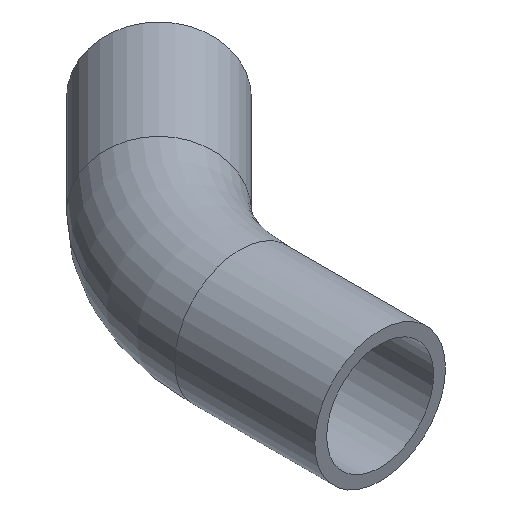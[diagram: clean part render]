
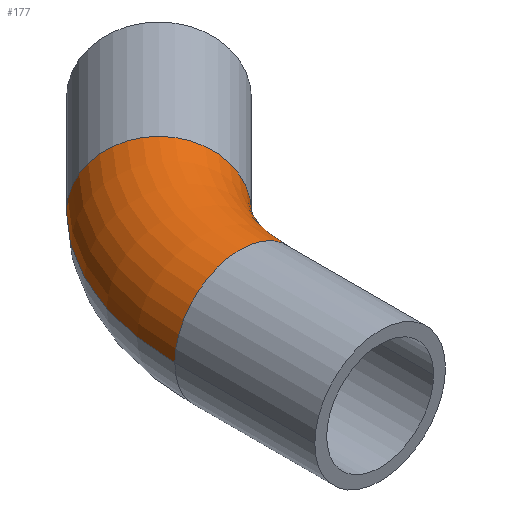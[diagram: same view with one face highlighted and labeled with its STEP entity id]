
A CAD part, isometric view. The second image highlights one B-rep face of the part: STEP entity #177.
In plain terms, the highlighted toroidal (fillet/blend) face has major radius 210 mm and minor radius 70 mm.
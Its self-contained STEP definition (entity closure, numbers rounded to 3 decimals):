
#83 = VERTEX_POINT( '', #217 );
#115 = EDGE_CURVE( '', #133, #159, #251, .T. );
#121 = VERTEX_POINT( '', #258 );
#123 = EDGE_CURVE( '', #133, #121, #260, .T. );
#133 = VERTEX_POINT( '', #271 );
#155 = EDGE_CURVE( '', #83, #121, #297, .T. );
#159 = VERTEX_POINT( '', #301 );
#177 = ADVANCED_FACE( '', ( #322 ), #323, .T. );
#185 = EDGE_CURVE( '', #83, #159, #332, .T. );
#217 = CARTESIAN_POINT( '', ( 70., 150., 0. ) );
#251 = CIRCLE( '', #405, 70. );
#258 = CARTESIAN_POINT( '', ( -70., 150., 0. ) );
#260 = CIRCLE( '', #415, 280. );
#271 = CARTESIAN_POINT( '', ( 12.01, 347.99, 0. ) );
#297 = CIRCLE( '', #460, 70. );
#301 = CARTESIAN_POINT( '', ( 111.005, 248.995, 0. ) );
#322 = FACE_OUTER_BOUND( '', #491, .T. );
#323 = TOROIDAL_SURFACE( '', #492, 210., 70. );
#332 = CIRCLE( '', #503, 140. );
#405 = AXIS2_PLACEMENT_3D( '', #561, #562, #563 );
#415 = AXIS2_PLACEMENT_3D( '', #572, #573, #574 );
#460 = AXIS2_PLACEMENT_3D( '', #631, #632, #633 );
#491 = EDGE_LOOP( '', ( #663, #664, #665, #666 ) );
#492 = AXIS2_PLACEMENT_3D( '', #667, #668, #669 );
#503 = AXIS2_PLACEMENT_3D( '', #681, #682, #683 );
#561 = CARTESIAN_POINT( '', ( 61.508, 298.492, 0. ) );
#562 = DIRECTION( '', ( 0.707, 0.707, 0. ) );
#563 = DIRECTION( '', ( 0.707, -0.707, 0. ) );
#572 = CARTESIAN_POINT( '', ( 210., 150., 0. ) );
#573 = DIRECTION( '', ( 0., 0., 1. ) );
#574 = DIRECTION( '', ( 1., 0., 0. ) );
#631 = CARTESIAN_POINT( '', ( 0., 150., 0. ) );
#632 = DIRECTION( '', ( 0., -1., 0. ) );
#633 = DIRECTION( '', ( -1., 0., 0. ) );
#663 = ORIENTED_EDGE( '', *, *, #123, .T. );
#664 = ORIENTED_EDGE( '', *, *, #155, .F. );
#665 = ORIENTED_EDGE( '', *, *, #185, .T. );
#666 = ORIENTED_EDGE( '', *, *, #115, .F. );
#667 = CARTESIAN_POINT( '', ( 210., 150., 0. ) );
#668 = DIRECTION( '', ( 0., 0., 1. ) );
#669 = DIRECTION( '', ( 1., 0., 0. ) );
#681 = CARTESIAN_POINT( '', ( 210., 150., 0. ) );
#682 = DIRECTION( '', ( 0., 0., -1. ) );
#683 = DIRECTION( '', ( 1., 0., 0. ) );
